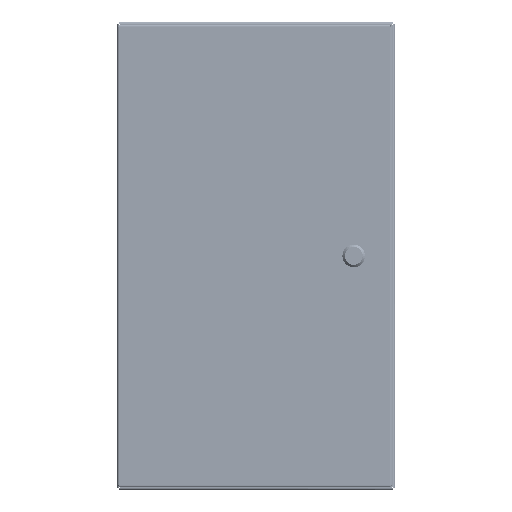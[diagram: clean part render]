
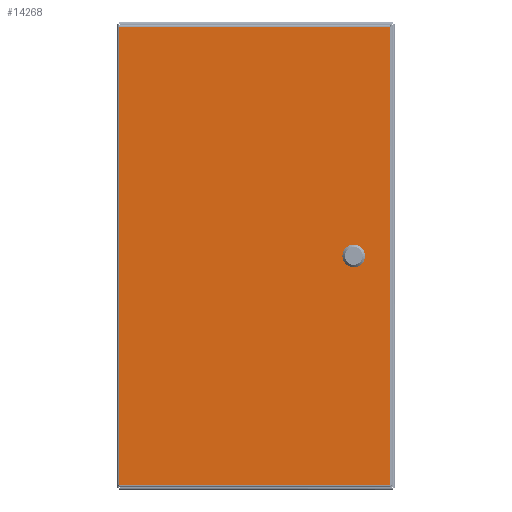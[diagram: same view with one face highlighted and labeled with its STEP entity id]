
A CAD part, top view. The second image highlights one B-rep face of the part: STEP entity #14268.
In plain terms, the highlighted planar face has unit normal (0, 0, 1).
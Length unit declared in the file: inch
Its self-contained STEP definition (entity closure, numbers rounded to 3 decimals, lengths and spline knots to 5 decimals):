
#820=PLANE('',#15433);
#1582=LINE('',#28267,#2679);
#1588=LINE('',#28349,#2685);
#1603=LINE('',#28449,#2700);
#1618=LINE('',#28548,#2715);
#1631=LINE('',#28639,#2728);
#1632=LINE('',#28643,#2729);
#1633=LINE('',#28647,#2730);
#1634=LINE('',#28650,#2731);
#2679=VECTOR('',#18119,22.2895);
#2685=VECTOR('',#18131,13.1645);
#2700=VECTOR('',#18160,13.1645);
#2715=VECTOR('',#18189,22.2895);
#2728=VECTOR('',#18218,0.42712);
#2729=VECTOR('',#18221,0.42712);
#2730=VECTOR('',#18224,0.42712);
#2731=VECTOR('',#18227,0.42712);
#3452=FACE_BOUND('',#5079,.T.);
#4018=FACE_OUTER_BOUND('',#5078,.T.);
#5078=EDGE_LOOP('',(#11334,#11335,#11336,#11337));
#5079=EDGE_LOOP('',(#11338,#11339,#11340,#11341,#11342,#11343,#11344,#11345));
#5810=CIRCLE('',#15434,0.453);
#5811=CIRCLE('',#15435,0.453);
#5812=CIRCLE('',#15436,0.453);
#5813=CIRCLE('',#15437,0.453);
#6718=VERTEX_POINT('',#28258);
#6719=VERTEX_POINT('',#28266);
#6724=VERTEX_POINT('',#28341);
#6734=VERTEX_POINT('',#28448);
#6750=VERTEX_POINT('',#28635);
#6751=VERTEX_POINT('',#28636);
#6752=VERTEX_POINT('',#28638);
#6753=VERTEX_POINT('',#28640);
#6754=VERTEX_POINT('',#28642);
#6755=VERTEX_POINT('',#28644);
#6756=VERTEX_POINT('',#28646);
#6757=VERTEX_POINT('',#28648);
#8312=EDGE_CURVE('',#6719,#6718,#1582,.T.);
#8322=EDGE_CURVE('',#6718,#6724,#1588,.T.);
#8341=EDGE_CURVE('',#6734,#6719,#1603,.T.);
#8360=EDGE_CURVE('',#6724,#6734,#1618,.T.);
#8376=EDGE_CURVE('',#6750,#6751,#5810,.T.);
#8377=EDGE_CURVE('',#6751,#6752,#1631,.T.);
#8378=EDGE_CURVE('',#6752,#6753,#5811,.T.);
#8379=EDGE_CURVE('',#6753,#6754,#1632,.T.);
#8380=EDGE_CURVE('',#6754,#6755,#5812,.T.);
#8381=EDGE_CURVE('',#6755,#6756,#1633,.T.);
#8382=EDGE_CURVE('',#6756,#6757,#5813,.T.);
#8383=EDGE_CURVE('',#6757,#6750,#1634,.T.);
#11334=ORIENTED_EDGE('',*,*,#8312,.T.);
#11335=ORIENTED_EDGE('',*,*,#8322,.T.);
#11336=ORIENTED_EDGE('',*,*,#8360,.T.);
#11337=ORIENTED_EDGE('',*,*,#8341,.T.);
#11338=ORIENTED_EDGE('',*,*,#8376,.T.);
#11339=ORIENTED_EDGE('',*,*,#8377,.T.);
#11340=ORIENTED_EDGE('',*,*,#8378,.T.);
#11341=ORIENTED_EDGE('',*,*,#8379,.T.);
#11342=ORIENTED_EDGE('',*,*,#8380,.T.);
#11343=ORIENTED_EDGE('',*,*,#8381,.T.);
#11344=ORIENTED_EDGE('',*,*,#8382,.T.);
#11345=ORIENTED_EDGE('',*,*,#8383,.T.);
#14268=ADVANCED_FACE('',(#4018,#3452),#820,.T.);
#15433=AXIS2_PLACEMENT_3D('',#28634,#18214,#18215);
#15434=AXIS2_PLACEMENT_3D('',#28637,#18216,#18217);
#15435=AXIS2_PLACEMENT_3D('',#28641,#18219,#18220);
#15436=AXIS2_PLACEMENT_3D('',#28645,#18222,#18223);
#15437=AXIS2_PLACEMENT_3D('',#28649,#18225,#18226);
#18119=DIRECTION('',(0.,-1.,0.));
#18131=DIRECTION('',(1.,0.,0.));
#18160=DIRECTION('',(-1.,0.,0.));
#18189=DIRECTION('',(0.,1.,0.));
#18214=DIRECTION('center_axis',(0.,0.,1.));
#18215=DIRECTION('ref_axis',(1.,0.,0.));
#18216=DIRECTION('center_axis',(0.,0.,-1.));
#18217=DIRECTION('ref_axis',(0.882,0.471,0.));
#18218=DIRECTION('',(0.,-1.,0.));
#18219=DIRECTION('center_axis',(0.,0.,-1.));
#18220=DIRECTION('ref_axis',(0.471,-0.882,0.));
#18221=DIRECTION('',(-1.,0.,0.));
#18222=DIRECTION('center_axis',(0.,0.,-1.));
#18223=DIRECTION('ref_axis',(-0.882,-0.471,0.));
#18224=DIRECTION('',(0.,1.,0.));
#18225=DIRECTION('center_axis',(0.,0.,-1.));
#18226=DIRECTION('ref_axis',(-0.471,0.882,0.));
#18227=DIRECTION('',(1.,0.,0.));
#28258=CARTESIAN_POINT('',(0.10525,-22.39475,0.074));
#28266=CARTESIAN_POINT('',(0.10525,-0.10525,0.074));
#28267=CARTESIAN_POINT('',(0.10525,-5.67763,0.074));
#28341=CARTESIAN_POINT('',(13.26975,-22.39475,0.074));
#28349=CARTESIAN_POINT('',(3.39638,-22.39475,0.074));
#28448=CARTESIAN_POINT('',(13.26975,-0.10525,0.074));
#28449=CARTESIAN_POINT('',(9.97863,-0.10525,0.074));
#28548=CARTESIAN_POINT('',(13.26975,-16.82238,0.074));
#28634=CARTESIAN_POINT('Origin',(6.6875,-11.25,0.074));
#28635=CARTESIAN_POINT('',(11.71362,-10.8505,0.074));
#28636=CARTESIAN_POINT('',(11.8995,-11.03644,0.074));
#28637=CARTESIAN_POINT('Origin',(11.49998,-11.24995,0.074));
#28638=CARTESIAN_POINT('',(11.8995,-11.46356,0.074));
#28639=CARTESIAN_POINT('',(11.8995,-11.35678,0.074));
#28640=CARTESIAN_POINT('',(11.71356,-11.6495,0.074));
#28641=CARTESIAN_POINT('Origin',(11.5,-11.25,0.074));
#28642=CARTESIAN_POINT('',(11.28644,-11.6495,0.074));
#28643=CARTESIAN_POINT('',(8.98697,-11.6495,0.074));
#28644=CARTESIAN_POINT('',(11.1005,-11.46356,0.074));
#28645=CARTESIAN_POINT('Origin',(11.5,-11.25,0.074));
#28646=CARTESIAN_POINT('',(11.1005,-11.03644,0.074));
#28647=CARTESIAN_POINT('',(11.1005,-11.14322,0.074));
#28648=CARTESIAN_POINT('',(11.2865,-10.8505,0.074));
#28649=CARTESIAN_POINT('Origin',(11.49998,-11.25005,0.074));
#28650=CARTESIAN_POINT('',(9.20056,-10.8505,0.074));
